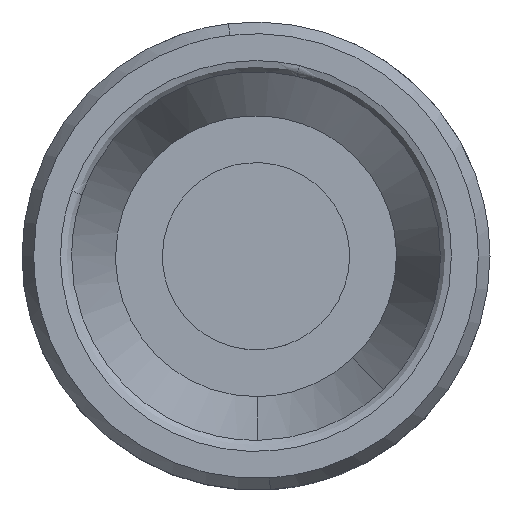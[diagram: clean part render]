
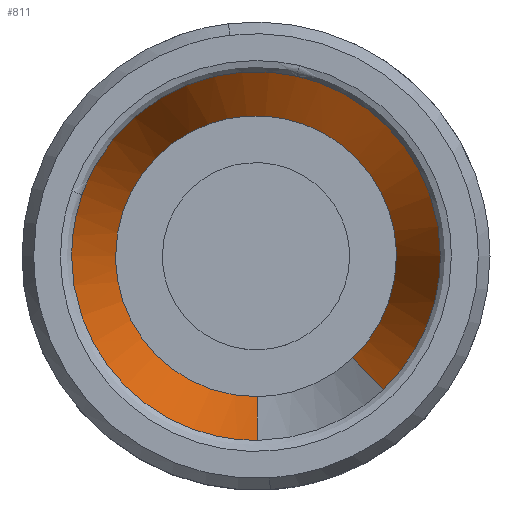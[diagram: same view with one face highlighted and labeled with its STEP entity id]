
A CAD part, top view. The second image highlights one B-rep face of the part: STEP entity #811.
In plain terms, the highlighted free-form (B-spline) face has degree [2, 1] with [9, 2] control points.
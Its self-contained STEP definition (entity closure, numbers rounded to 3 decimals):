
#641=CARTESIAN_POINT('',(4.105,-4.311,9.371));
#642=CARTESIAN_POINT('',(5.975,-2.53,9.371));
#643=CARTESIAN_POINT('',(5.953,0.052,9.371));
#644=CARTESIAN_POINT('',(5.901,6.005,9.371));
#645=CARTESIAN_POINT('',(-0.052,5.953,9.371));
#646=CARTESIAN_POINT('',(-6.005,5.901,9.371));
#647=CARTESIAN_POINT('',(-5.953,-0.052,9.371));
#648=CARTESIAN_POINT('',(-5.901,-6.005,9.371));
#649=CARTESIAN_POINT('',(0.052,-5.953,9.371));
#650=CARTESIAN_POINT('',(5.468,-5.741,14.803));
#651=CARTESIAN_POINT('',(7.958,-3.37,14.803));
#652=CARTESIAN_POINT('',(7.928,0.069,14.803));
#653=CARTESIAN_POINT('',(7.859,7.997,14.803));
#654=CARTESIAN_POINT('',(-0.069,7.928,14.803));
#655=CARTESIAN_POINT('',(-7.997,7.859,14.803));
#656=CARTESIAN_POINT('',(-7.928,-0.069,14.803));
#657=CARTESIAN_POINT('',(-7.859,-7.997,14.803));
#658=CARTESIAN_POINT('',(0.069,-7.928,14.803));
#666=(BOUNDED_SURFACE()B_SPLINE_SURFACE(2,1,((#641,#650),(#642,#651),(#643,#652),(#644,#653),(#645,#654),(#646,#655),(#647,#656),(#648,#657),(#649,#658)),.UNSPECIFIED.,.F.,.F.,.U.)B_SPLINE_SURFACE_WITH_KNOTS((3,2,2,2,3),(2,2),(0.0,6.831,19.967,33.104,46.24),(0.0,5.781),.UNSPECIFIED.)GEOMETRIC_REPRESENTATION_ITEM()RATIONAL_B_SPLINE_SURFACE(((0.854,0.854),(0.848,0.848),(1.0,1.0),(0.707,0.707),(1.0,1.0),(0.707,0.707),(1.0,1.0),(0.707,0.707),(1.0,1.0)))REPRESENTATION_ITEM('')SURFACE());
#667=CARTESIAN_POINT('',(5.435,-5.707,14.671));
#668=VERTEX_POINT('',#667);
#669=CARTESIAN_POINT('',(7.88,0.0,14.671));
#670=VERTEX_POINT('',#669);
#671=CARTESIAN_POINT('',(5.435,-5.707,14.671));
#672=CARTESIAN_POINT('',(7.88,-3.377,14.671));
#673=CARTESIAN_POINT('',(7.88,0.0,14.671));
#681=(BOUNDED_CURVE()B_SPLINE_CURVE(2,(#671,#672,#673),.UNSPECIFIED.,.F.,.U.)B_SPLINE_CURVE_WITH_KNOTS((3,3),(0.371,0.5),.UNSPECIFIED.)CURVE()GEOMETRIC_REPRESENTATION_ITEM()RATIONAL_B_SPLINE_CURVE((0.854,0.849,1.0))REPRESENTATION_ITEM(''));
#682=EDGE_CURVE('',#668,#670,#681,.T.);
#683=ORIENTED_EDGE('',*,*,#682,.T.);
#684=CARTESIAN_POINT('',(1.747,7.684,14.671));
#685=VERTEX_POINT('',#684);
#686=CARTESIAN_POINT('',(7.88,0.0,14.671));
#687=CARTESIAN_POINT('',(7.88,6.29,14.671));
#688=CARTESIAN_POINT('',(1.747,7.684,14.671));
#696=(BOUNDED_CURVE()B_SPLINE_CURVE(2,(#686,#687,#688),.UNSPECIFIED.,.F.,.U.)B_SPLINE_CURVE_WITH_KNOTS((3,3),(0.5,0.712),.UNSPECIFIED.)CURVE()GEOMETRIC_REPRESENTATION_ITEM()RATIONAL_B_SPLINE_CURVE((1.0,0.752,0.925))REPRESENTATION_ITEM(''));
#697=EDGE_CURVE('',#670,#685,#696,.T.);
#698=ORIENTED_EDGE('',*,*,#697,.T.);
#699=CARTESIAN_POINT('',(-7.431,2.623,14.671));
#700=VERTEX_POINT('',#699);
#701=CARTESIAN_POINT('',(1.747,7.684,14.671));
#702=CARTESIAN_POINT('',(0.885,7.88,14.671));
#703=CARTESIAN_POINT('',(0.0,7.88,14.671));
#704=CARTESIAN_POINT('',(-5.575,7.88,14.671));
#705=CARTESIAN_POINT('',(-7.431,2.623,14.671));
#713=(BOUNDED_CURVE()B_SPLINE_CURVE(2,(#701,#702,#703,#704,#705),.UNSPECIFIED.,.F.,.U.)B_SPLINE_CURVE_WITH_KNOTS((3,2,3),(0.712,0.75,0.943),.UNSPECIFIED.)CURVE()GEOMETRIC_REPRESENTATION_ITEM()RATIONAL_B_SPLINE_CURVE((0.925,0.956,1.0,0.773,0.897))REPRESENTATION_ITEM(''));
#714=EDGE_CURVE('',#685,#700,#713,.T.);
#715=ORIENTED_EDGE('',*,*,#714,.T.);
#716=CARTESIAN_POINT('',(-7.88,0.0,14.671));
#717=VERTEX_POINT('',#716);
#718=CARTESIAN_POINT('',(-7.431,2.623,14.671));
#719=CARTESIAN_POINT('',(-7.88,1.35,14.671));
#720=CARTESIAN_POINT('',(-7.88,0.0,14.671));
#728=(BOUNDED_CURVE()B_SPLINE_CURVE(2,(#718,#719,#720),.UNSPECIFIED.,.F.,.U.)B_SPLINE_CURVE_WITH_KNOTS((3,3),(0.943,1.0),.UNSPECIFIED.)CURVE()GEOMETRIC_REPRESENTATION_ITEM()RATIONAL_B_SPLINE_CURVE((0.897,0.934,1.0))REPRESENTATION_ITEM(''));
#729=EDGE_CURVE('',#700,#717,#728,.T.);
#730=ORIENTED_EDGE('',*,*,#729,.T.);
#731=CARTESIAN_POINT('',(0.069,-7.88,14.671));
#732=VERTEX_POINT('',#731);
#733=CARTESIAN_POINT('',(-7.88,0.0,14.671));
#734=CARTESIAN_POINT('',(-7.88,-7.88,14.671));
#735=CARTESIAN_POINT('',(0.,-7.88,14.671));
#736=CARTESIAN_POINT('',(0.034,-7.88,14.671));
#737=CARTESIAN_POINT('',(0.069,-7.88,14.671));
#745=(BOUNDED_CURVE()B_SPLINE_CURVE(2,(#733,#734,#735,#736,#737),.UNSPECIFIED.,.F.,.U.)B_SPLINE_CURVE_WITH_KNOTS((3,2,3),(0.0,0.25,0.252),.UNSPECIFIED.)CURVE()GEOMETRIC_REPRESENTATION_ITEM()RATIONAL_B_SPLINE_CURVE((1.0,0.707,1.0,0.998,0.996))REPRESENTATION_ITEM(''));
#746=EDGE_CURVE('',#717,#732,#745,.T.);
#747=ORIENTED_EDGE('',*,*,#746,.T.);
#748=CARTESIAN_POINT('',(0.052,-6.,9.5));
#749=VERTEX_POINT('',#748);
#750=CARTESIAN_POINT('',(0.052,-6.,9.5));
#751=CARTESIAN_POINT('',(0.069,-7.88,14.671));
#752=QUASI_UNIFORM_CURVE('',1,(#750,#751),.UNSPECIFIED.,.F.,.U.);
#753=EDGE_CURVE('',#749,#732,#752,.T.);
#754=ORIENTED_EDGE('',*,*,#753,.F.);
#755=CARTESIAN_POINT('',(-6.0,0.0,9.5));
#756=VERTEX_POINT('',#755);
#757=CARTESIAN_POINT('',(0.052,-6.,9.5));
#758=CARTESIAN_POINT('',(0.026,-6.,9.5));
#759=CARTESIAN_POINT('',(0.,-6.,9.5));
#760=CARTESIAN_POINT('',(-6.,-6.,9.5));
#761=CARTESIAN_POINT('',(-6.0,0.0,9.5));
#769=(BOUNDED_CURVE()B_SPLINE_CURVE(2,(#757,#758,#759,#760,#761),.UNSPECIFIED.,.F.,.U.)B_SPLINE_CURVE_WITH_KNOTS((3,2,3),(0.748,0.75,1.0),.UNSPECIFIED.)CURVE()GEOMETRIC_REPRESENTATION_ITEM()RATIONAL_B_SPLINE_CURVE((0.996,0.998,1.0,0.707,1.0))REPRESENTATION_ITEM(''));
#770=EDGE_CURVE('',#749,#756,#769,.T.);
#771=ORIENTED_EDGE('',*,*,#770,.T.);
#772=CARTESIAN_POINT('',(6.0,0.0,9.5));
#773=VERTEX_POINT('',#772);
#774=CARTESIAN_POINT('',(-6.0,0.0,9.5));
#775=CARTESIAN_POINT('',(-6.0,6.0,9.5));
#776=CARTESIAN_POINT('',(0.0,6.0,9.5));
#777=CARTESIAN_POINT('',(6.0,6.0,9.5));
#778=CARTESIAN_POINT('',(6.0,0.0,9.5));
#786=(BOUNDED_CURVE()B_SPLINE_CURVE(2,(#774,#775,#776,#777,#778),.UNSPECIFIED.,.F.,.U.)B_SPLINE_CURVE_WITH_KNOTS((3,2,3),(0.0,0.25,0.5),.UNSPECIFIED.)CURVE()GEOMETRIC_REPRESENTATION_ITEM()RATIONAL_B_SPLINE_CURVE((1.0,0.707,1.0,0.707,1.0))REPRESENTATION_ITEM(''));
#787=EDGE_CURVE('',#756,#773,#786,.T.);
#788=ORIENTED_EDGE('',*,*,#787,.T.);
#789=CARTESIAN_POINT('',(4.138,-4.345,9.5));
#790=VERTEX_POINT('',#789);
#791=CARTESIAN_POINT('',(6.0,0.0,9.5));
#792=CARTESIAN_POINT('',(6.,-2.572,9.5));
#793=CARTESIAN_POINT('',(4.138,-4.345,9.5));
#801=(BOUNDED_CURVE()B_SPLINE_CURVE(2,(#791,#792,#793),.UNSPECIFIED.,.F.,.U.)B_SPLINE_CURVE_WITH_KNOTS((3,3),(0.5,0.629),.UNSPECIFIED.)CURVE()GEOMETRIC_REPRESENTATION_ITEM()RATIONAL_B_SPLINE_CURVE((1.0,0.849,0.854))REPRESENTATION_ITEM(''));
#802=EDGE_CURVE('',#773,#790,#801,.T.);
#803=ORIENTED_EDGE('',*,*,#802,.T.);
#804=CARTESIAN_POINT('',(4.138,-4.345,9.5));
#805=CARTESIAN_POINT('',(5.435,-5.707,14.671));
#806=QUASI_UNIFORM_CURVE('',1,(#804,#805),.UNSPECIFIED.,.F.,.U.);
#807=EDGE_CURVE('',#790,#668,#806,.T.);
#808=ORIENTED_EDGE('',*,*,#807,.T.);
#809=EDGE_LOOP('',(#683,#698,#715,#730,#747,#754,#771,#788,#803,#808));
#810=FACE_OUTER_BOUND('',#809,.T.);
#811=ADVANCED_FACE('',(#810),#666,.F.);
